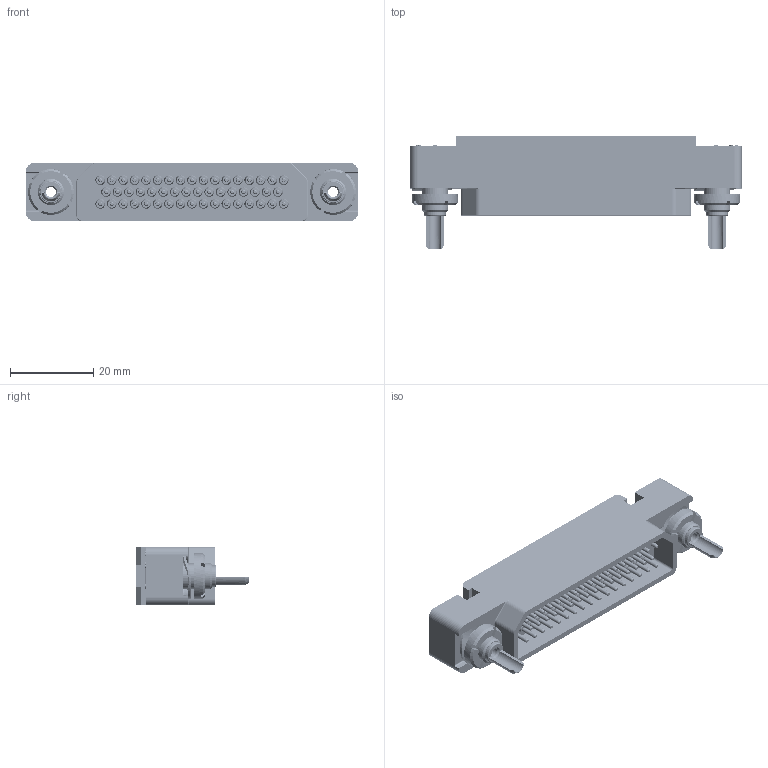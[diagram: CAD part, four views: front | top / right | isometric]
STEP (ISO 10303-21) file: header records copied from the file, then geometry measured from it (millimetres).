
FILE_DESCRIPTION((''),'2;1');
FILE_NAME('1900ND01P2B00E','2019-10-29T',('presta_be4'),(''),'CREO PARAMETRIC BY PTC INC, 2018360','CREO PARAMETRIC BY PTC INC, 2018360','');
FILE_SCHEMA(('CONFIG_CONTROL_DESIGN'));
Products named in the file (1): 1900ND01P2B00E
Bounding box: 80 x 27.3 x 14 mm (x, y, z)
Volume: 11221 mm3; surface area: 18428.2 mm2
Topology: 20 solids, 70 shells, 5797 faces, 13457 edges, 8202 vertices
Faces by surface type: cylinder 2172, plane 1995, cone 1142, torus 232, sphere 200, bspline 30, extrusion 26
Entity records: 197330 total; most frequent: CARTESIAN_POINT 63048, DIRECTION 29463, ORIENTED_EDGE 26506, EDGE_CURVE 13253, AXIS2_PLACEMENT_3D 11092, VERTEX_POINT 8202, VECTOR 7279, LINE 7253
